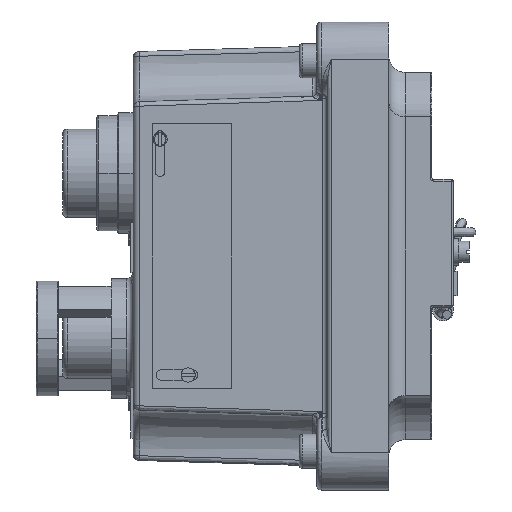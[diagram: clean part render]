
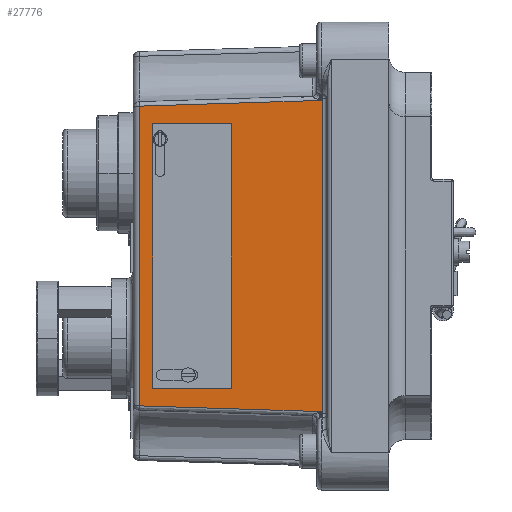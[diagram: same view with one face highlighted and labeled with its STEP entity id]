
A CAD part, left-side view. The second image highlights one B-rep face of the part: STEP entity #27776.
In plain terms, the highlighted planar face has unit normal (-1, 0.03, 0).
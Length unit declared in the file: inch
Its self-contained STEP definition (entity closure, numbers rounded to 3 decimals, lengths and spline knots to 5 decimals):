
#1607 = CARTESIAN_POINT ( 'NONE',  ( -1.52305, 0.76377, -1.78892 ) ) ;
#2320 = DIRECTION ( 'NONE',  ( 0.031, 1., 0. ) ) ;
#2348 = ORIENTED_EDGE ( 'NONE', *, *, #23157, .T. ) ;
#2605 = CARTESIAN_POINT ( 'NONE',  ( -1.52296, 0.76683, 1.76543 ) ) ;
#2747 = FACE_BOUND ( 'NONE', #4634, .T. ) ;
#3582 = CARTESIAN_POINT ( 'NONE',  ( -1.46001, 2.82729, -1.74889 ) ) ;
#4193 = EDGE_LOOP ( 'NONE', ( #36556, #9593, #12779, #36399, #5897, #4747, #25198, #2348, #22225, #17505 ) ) ;
#4502 = CARTESIAN_POINT ( 'NONE',  ( -1.52352, 0.74847, -1.78908 ) ) ;
#4634 = EDGE_LOOP ( 'NONE', ( #21082, #25631, #34457, #33939 ) ) ;
#4747 = ORIENTED_EDGE ( 'NONE', *, *, #24540, .T. ) ;
#4789 = EDGE_CURVE ( 'NONE', #22347, #23835, #25296, .T. ) ;
#4825 = CARTESIAN_POINT ( 'NONE',  ( -1.52305, 0.76377, -1.78892 ) ) ;
#5234 = CARTESIAN_POINT ( 'NONE',  ( -1.46458, 2.6776, 1.5 ) ) ;
#5528 = CARTESIAN_POINT ( 'NONE',  ( -1.48099, 2.14043, 1.72064 ) ) ;
#5675 = CARTESIAN_POINT ( 'NONE',  ( -1.49176, 1.78801, -1.5 ) ) ;
#5897 = ORIENTED_EDGE ( 'NONE', *, *, #26207, .T. ) ;
#5906 = CARTESIAN_POINT ( 'NONE',  ( -1.52296, 0.76683, -1.78894 ) ) ;
#5992 = B_SPLINE_CURVE_WITH_KNOTS ( 'NONE', 3,
 ( #9168, #12085, #32449, #15028 ),
 .UNSPECIFIED., .F., .F.,
 ( 4, 4 ),
 ( 0., 0.00008 ),
 .UNSPECIFIED. ) ;
#6060 = CARTESIAN_POINT ( 'NONE',  ( -1.52305, 0.76377, -1.78892 ) ) ;
#6229 = VECTOR ( 'NONE', #29495, 39.37008 ) ;
#6459 = EDGE_CURVE ( 'NONE', #23835, #24829, #17315, .T. ) ;
#6513 = CARTESIAN_POINT ( 'NONE',  ( -1.46001, 2.82729, -1.70024 ) ) ;
#7028 = EDGE_CURVE ( 'NONE', #33228, #22347, #16296, .T. ) ;
#7223 = DIRECTION ( 'NONE',  ( 0., 0., -1. ) ) ;
#7638 = EDGE_CURVE ( 'NONE', #24829, #33228, #20328, .T. ) ;
#7711 = DIRECTION ( 'NONE',  ( 0., 0., 1. ) ) ;
#8387 = CARTESIAN_POINT ( 'NONE',  ( -1.48099, 2.14043, -1.72064 ) ) ;
#8595 = VECTOR ( 'NONE', #14031, 39.37008 ) ;
#9079 = DIRECTION ( 'NONE',  ( -1., 0.031, 0. ) ) ;
#9168 = CARTESIAN_POINT ( 'NONE',  ( -1.52305, 0.76377, 1.78892 ) ) ;
#9189 = CARTESIAN_POINT ( 'NONE',  ( -1.52352, 0.74847, 1.78908 ) ) ;
#9269 = EDGE_CURVE ( 'NONE', #30484, #16610, #22049, .T. ) ;
#9593 = ORIENTED_EDGE ( 'NONE', *, *, #20196, .T. ) ;
#9773 = VECTOR ( 'NONE', #2320, 39.37008 ) ;
#9965 = CARTESIAN_POINT ( 'NONE',  ( -1.52296, 0.76683, -2.235 ) ) ;
#10275 = VERTEX_POINT ( 'NONE', #14743 ) ;
#10613 =( BOUNDED_CURVE ( )  B_SPLINE_CURVE ( 3, ( #9189, #32220, #12101, #32463 ),
 .UNSPECIFIED., .F., .T. ) 
 B_SPLINE_CURVE_WITH_KNOTS ( ( 4, 4 ),
 ( 1.24934, 1.25039 ),
 .UNSPECIFIED. ) 
 CURVE ( )  GEOMETRIC_REPRESENTATION_ITEM ( )  RATIONAL_B_SPLINE_CURVE ( ( 1., 1., 1., 1. ) ) 
 REPRESENTATION_ITEM ( '' )  );
#10964 = AXIS2_PLACEMENT_3D ( 'NONE', #26530, #9079, #29442 ) ;
#12085 = CARTESIAN_POINT ( 'NONE',  ( -1.52302, 0.76479, 1.78891 ) ) ;
#12101 = CARTESIAN_POINT ( 'NONE',  ( -1.52321, 0.75867, 1.78897 ) ) ;
#12453 = B_SPLINE_CURVE_WITH_KNOTS ( 'NONE', 3,
 ( #16364, #19304, #22246, #4825 ),
 .UNSPECIFIED., .F., .F.,
 ( 4, 4 ),
 ( 0., 0.00008 ),
 .UNSPECIFIED. ) ;
#12545 = VERTEX_POINT ( 'NONE', #28755 ) ;
#12779 = ORIENTED_EDGE ( 'NONE', *, *, #18519, .T. ) ;
#12798 = CARTESIAN_POINT ( 'NONE',  ( -1.52296, 0.76683, -1.76543 ) ) ;
#12887 = CARTESIAN_POINT ( 'NONE',  ( -1.46001, 2.82729, 1.70024 ) ) ;
#12914 = VECTOR ( 'NONE', #7711, 39.37008 ) ;
#13940 = DIRECTION ( 'NONE',  ( -0.031, -1., 0. ) ) ;
#13973 = LINE ( 'NONE', #29367, #6229 ) ;
#14031 = DIRECTION ( 'NONE',  ( 0., 0., 1. ) ) ;
#14093 = VERTEX_POINT ( 'NONE', #25191 ) ;
#14743 = CARTESIAN_POINT ( 'NONE',  ( -1.52296, 0.76683, 1.78894 ) ) ;
#15028 = CARTESIAN_POINT ( 'NONE',  ( -1.52296, 0.76683, 1.78894 ) ) ;
#15968 = CARTESIAN_POINT ( 'NONE',  ( -1.49176, 1.78801, 1.5 ) ) ;
#16059 = CARTESIAN_POINT ( 'NONE',  ( -1.52321, 0.75867, -1.78897 ) ) ;
#16296 = LINE ( 'NONE', #22696, #8595 ) ;
#16364 = CARTESIAN_POINT ( 'NONE',  ( -1.52296, 0.76683, -1.78894 ) ) ;
#16610 = VERTEX_POINT ( 'NONE', #12798 ) ;
#17278 = FACE_OUTER_BOUND ( 'NONE', #4193, .T. ) ;
#17315 = LINE ( 'NONE', #24646, #32776 ) ;
#17393 = CARTESIAN_POINT ( 'NONE',  ( -1.46001, 2.82729, -1.70024 ) ) ;
#17497 = VERTEX_POINT ( 'NONE', #12887 ) ;
#17505 = ORIENTED_EDGE ( 'NONE', *, *, #9269, .T. ) ;
#18519 = EDGE_CURVE ( 'NONE', #31542, #34998, #37658, .T. ) ;
#19304 = CARTESIAN_POINT ( 'NONE',  ( -1.52299, 0.76581, -1.78892 ) ) ;
#19332 = CARTESIAN_POINT ( 'NONE',  ( -1.46458, 2.6776, -1.5 ) ) ;
#19952 = B_SPLINE_CURVE_WITH_KNOTS ( 'NONE', 3,
 ( #2605, #19993, #5528, #25887 ),
 .UNSPECIFIED., .F., .F.,
 ( 4, 4 ),
 ( -0.00123, 0.05115 ),
 .UNSPECIFIED. ) ;
#19993 = CARTESIAN_POINT ( 'NONE',  ( -1.50198, 1.4536, 1.74219 ) ) ;
#20139 = CARTESIAN_POINT ( 'NONE',  ( -1.52305, 0.76377, 1.78892 ) ) ;
#20196 = EDGE_CURVE ( 'NONE', #23301, #31542, #12453, .T. ) ;
#20298 = CARTESIAN_POINT ( 'NONE',  ( -1.52296, 0.76683, -1.76543 ) ) ;
#20328 = LINE ( 'NONE', #37174, #35814 ) ;
#20426 = VECTOR ( 'NONE', #23962, 39.37008 ) ;
#20655 = LINE ( 'NONE', #33753, #12914 ) ;
#20883 = CARTESIAN_POINT ( 'NONE',  ( -1.52352, 0.74847, -1.78908 ) ) ;
#21082 = ORIENTED_EDGE ( 'NONE', *, *, #7638, .F. ) ;
#21545 = DIRECTION ( 'NONE',  ( 0., 0., -1. ) ) ;
#22049 = B_SPLINE_CURVE_WITH_KNOTS ( 'NONE', 3,
 ( #17393, #8387, #34812, #20298 ),
 .UNSPECIFIED., .F., .F.,
 ( 4, 4 ),
 ( 0., 0.05239 ),
 .UNSPECIFIED. ) ;
#22225 = ORIENTED_EDGE ( 'NONE', *, *, #23435, .T. ) ;
#22246 = CARTESIAN_POINT ( 'NONE',  ( -1.52302, 0.76479, -1.78891 ) ) ;
#22347 = VERTEX_POINT ( 'NONE', #15968 ) ;
#22696 = CARTESIAN_POINT ( 'NONE',  ( -1.49176, 1.78801, -1.5 ) ) ;
#22890 = EDGE_CURVE ( 'NONE', #10275, #12545, #25508, .T. ) ;
#23157 = EDGE_CURVE ( 'NONE', #12545, #17497, #19952, .T. ) ;
#23301 = VERTEX_POINT ( 'NONE', #5906 ) ;
#23435 = EDGE_CURVE ( 'NONE', #17497, #30484, #35904, .T. ) ;
#23835 = VERTEX_POINT ( 'NONE', #29497 ) ;
#23962 = DIRECTION ( 'NONE',  ( 0., 0., -1. ) ) ;
#24540 = EDGE_CURVE ( 'NONE', #31385, #10275, #5992, .T. ) ;
#24594 = VECTOR ( 'NONE', #21545, 39.37008 ) ;
#24646 = CARTESIAN_POINT ( 'NONE',  ( -1.46458, 2.6776, -1.5 ) ) ;
#24829 = VERTEX_POINT ( 'NONE', #19332 ) ;
#25132 = EDGE_CURVE ( 'NONE', #16610, #23301, #13973, .T. ) ;
#25191 = CARTESIAN_POINT ( 'NONE',  ( -1.52352, 0.74847, 1.78908 ) ) ;
#25198 = ORIENTED_EDGE ( 'NONE', *, *, #22890, .T. ) ;
#25296 = LINE ( 'NONE', #5234, #9773 ) ;
#25508 = LINE ( 'NONE', #9965, #24594 ) ;
#25631 = ORIENTED_EDGE ( 'NONE', *, *, #6459, .F. ) ;
#25887 = CARTESIAN_POINT ( 'NONE',  ( -1.46001, 2.82729, 1.70024 ) ) ;
#25938 = EDGE_CURVE ( 'NONE', #34998, #14093, #20655, .T. ) ;
#26207 = EDGE_CURVE ( 'NONE', #14093, #31385, #10613, .T. ) ;
#26530 = CARTESIAN_POINT ( 'NONE',  ( -1.525, 0.7, -2.235 ) ) ;
#27776 = ADVANCED_FACE ( 'NONE', ( #17278, #2747 ), #32238, .T. ) ;
#28755 = CARTESIAN_POINT ( 'NONE',  ( -1.52296, 0.76683, 1.76543 ) ) ;
#29367 = CARTESIAN_POINT ( 'NONE',  ( -1.52296, 0.76683, -1.82623 ) ) ;
#29442 = DIRECTION ( 'NONE',  ( -0.031, -1., 0. ) ) ;
#29495 = DIRECTION ( 'NONE',  ( 0., 0., -1. ) ) ;
#29497 = CARTESIAN_POINT ( 'NONE',  ( -1.46458, 2.6776, 1.5 ) ) ;
#30484 = VERTEX_POINT ( 'NONE', #6513 ) ;
#31385 = VERTEX_POINT ( 'NONE', #20139 ) ;
#31542 = VERTEX_POINT ( 'NONE', #6060 ) ;
#32220 = CARTESIAN_POINT ( 'NONE',  ( -1.52336, 0.75357, 1.78902 ) ) ;
#32238 = PLANE ( 'NONE',  #10964 ) ;
#32449 = CARTESIAN_POINT ( 'NONE',  ( -1.52299, 0.76581, 1.78892 ) ) ;
#32463 = CARTESIAN_POINT ( 'NONE',  ( -1.52305, 0.76377, 1.78892 ) ) ;
#32776 = VECTOR ( 'NONE', #7223, 39.37008 ) ;
#33228 = VERTEX_POINT ( 'NONE', #5675 ) ;
#33486 = CARTESIAN_POINT ( 'NONE',  ( -1.52336, 0.75357, -1.78902 ) ) ;
#33753 = CARTESIAN_POINT ( 'NONE',  ( -1.52352, 0.74847, 1.82708 ) ) ;
#33939 = ORIENTED_EDGE ( 'NONE', *, *, #7028, .F. ) ;
#34457 = ORIENTED_EDGE ( 'NONE', *, *, #4789, .F. ) ;
#34812 = CARTESIAN_POINT ( 'NONE',  ( -1.50198, 1.4536, -1.74219 ) ) ;
#34998 = VERTEX_POINT ( 'NONE', #20883 ) ;
#35814 = VECTOR ( 'NONE', #13940, 39.37008 ) ;
#35904 = LINE ( 'NONE', #3582, #20426 ) ;
#36399 = ORIENTED_EDGE ( 'NONE', *, *, #25938, .T. ) ;
#36556 = ORIENTED_EDGE ( 'NONE', *, *, #25132, .T. ) ;
#37174 = CARTESIAN_POINT ( 'NONE',  ( -1.46458, 2.6776, -1.5 ) ) ;
#37658 =( BOUNDED_CURVE ( )  B_SPLINE_CURVE ( 3, ( #1607, #16059, #33486, #4502 ),
 .UNSPECIFIED., .F., .T. ) 
 B_SPLINE_CURVE_WITH_KNOTS ( ( 4, 4 ),
 ( 5.0328, 5.03384 ),
 .UNSPECIFIED. ) 
 CURVE ( )  GEOMETRIC_REPRESENTATION_ITEM ( )  RATIONAL_B_SPLINE_CURVE ( ( 1., 1., 1., 1. ) ) 
 REPRESENTATION_ITEM ( '' )  );
